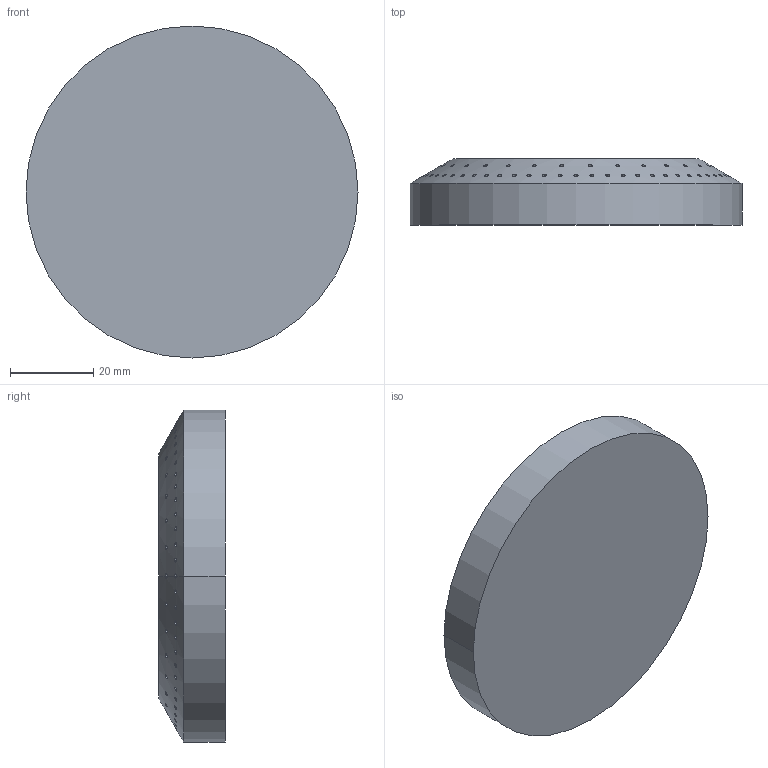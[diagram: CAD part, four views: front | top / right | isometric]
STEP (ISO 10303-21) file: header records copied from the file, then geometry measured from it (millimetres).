
FILE_DESCRIPTION(('FreeCAD Model'),'2;1');
FILE_NAME('Open CASCADE Shape Model','2025-12-29T09:20:06',(''),(''), 'Open CASCADE STEP processor 7.7','FreeCAD','Unknown');
FILE_SCHEMA(('AUTOMOTIVE_DESIGN { 1 0 10303 214 1 1 1 1 }'));
Length unit declared in the file: millimetre
Products named in the file (1): burnerHeadInnerFilled
Bounding box: 80 x 16 x 80 mm (x, y, z)
Volume: 65463.1 mm3; surface area: 13969.3 mm2
Topology: 1 solids, 1 shells, 343 faces, 798 edges, 562 vertices
Faces by surface type: cylinder 224, cone 116, plane 3
Entity records: 13225 total; most frequent: CARTESIAN_POINT 6323, ORIENTED_EDGE 1596, DIRECTION 948, EDGE_CURVE 798, VERTEX_POINT 562, B_SPLINE_CURVE_WITH_KNOTS 550, FACE_BOUND 448, EDGE_LOOP 448
